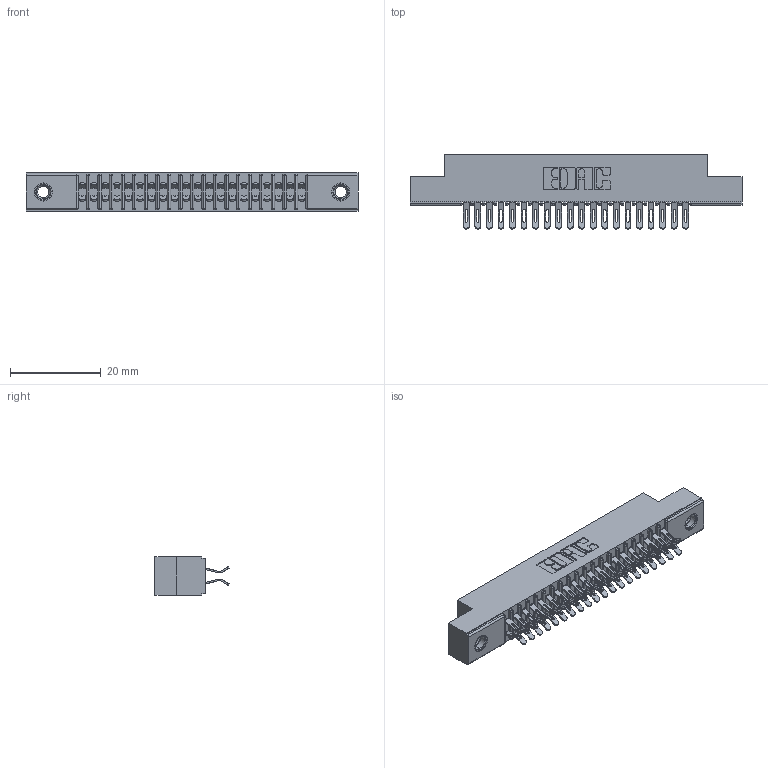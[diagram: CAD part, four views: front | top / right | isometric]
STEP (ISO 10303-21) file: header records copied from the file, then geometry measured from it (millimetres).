
FILE_DESCRIPTION (( 'STEP AP203' ), '1' );
FILE_NAME ('391-040-555-207.STEP', '2018-08-09T01:05:45', ( '' ), ( '' ), 'SwSTEP 2.0', 'SolidWorks 2016', '' );
FILE_SCHEMA (( 'CONFIG_CONTROL_DESIGN' ));
Length unit declared in the file: inch
Products named in the file (4): 341 Part_.156 (3.96) Dia Mounting Holes; 341-292-001_341-292-155; 345-250-001_345-250-005-103; 391-040-555-207
Assembly tree (43 placements, depth 2):
  391-040-555-207
    341 Part_.156 (3.96) Dia Mounting Holes
    341-292-001_341-292-155  x40
    345-250-001_345-250-005-103  x2
Bounding box: 73.03 x 16.31 x 8.38 mm (x, y, z)
Volume: 4200.2 mm3; surface area: 8975 mm2
Topology: 43 solids, 43 shells, 3296 faces, 9792 edges, 6370 vertices
Faces by surface type: plane 1780, cylinder 1420, sphere 42, torus 42, cone 12
Entity records: 28790 total; most frequent: CARTESIAN_POINT 4785, ORIENTED_EDGE 4736, DIRECTION 4660, EDGE_CURVE 2368, VECTOR 1870, LINE 1870, VERTEX_POINT 1504, AXIS2_PLACEMENT_3D 1395
